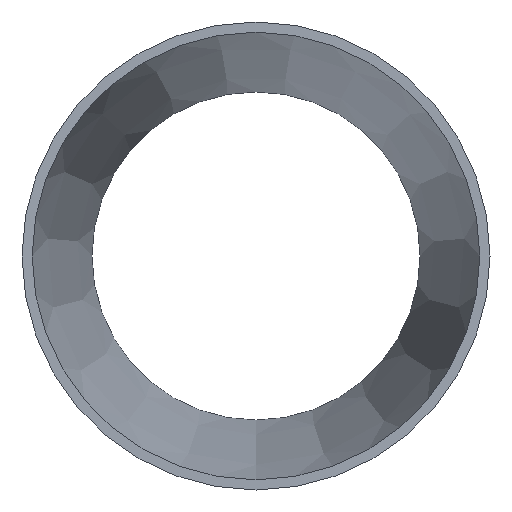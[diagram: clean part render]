
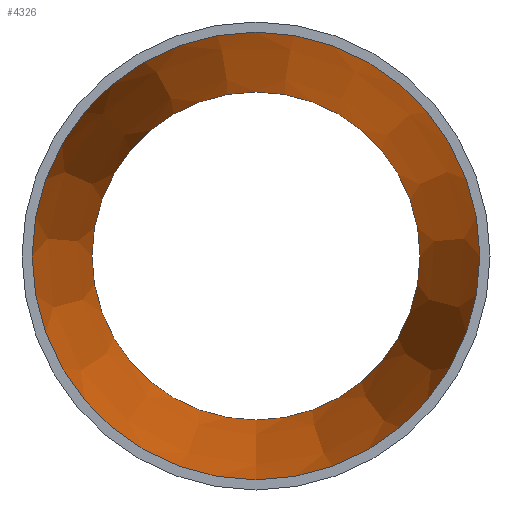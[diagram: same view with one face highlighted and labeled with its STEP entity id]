
A CAD part, front view. The second image highlights one B-rep face of the part: STEP entity #4326.
In plain terms, the highlighted conical face has half-angle 8.001 degrees and reference radius 66.82 mm.
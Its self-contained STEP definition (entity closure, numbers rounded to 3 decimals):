
#1532 = CARTESIAN_POINT ( 'NONE',  ( 0., 0., 0. ) ) ;
#2783 = DIRECTION ( 'NONE',  ( 0., -1., 0. ) ) ;
#3284 = DIRECTION ( 'NONE',  ( 0., -1., 0. ) ) ;
#3728 = DIRECTION ( 'NONE',  ( 0., 0., -1. ) ) ;
#4217 = CARTESIAN_POINT ( 'NONE',  ( 0., 0., -66.821 ) ) ;
#4326 = ADVANCED_FACE ( 'NONE', ( #11712, #25037 ), #26750, .F. ) ;
#4962 = CARTESIAN_POINT ( 'NONE',  ( 0., 0., 0. ) ) ;
#5187 = EDGE_CURVE ( 'NONE', #6851, #6851, #26708, .T. ) ;
#5770 = DIRECTION ( 'NONE',  ( 0., -1., 0. ) ) ;
#6093 = EDGE_CURVE ( 'NONE', #19603, #19603, #13629, .T. ) ;
#6663 = ORIENTED_EDGE ( 'NONE', *, *, #5187, .F. ) ;
#6851 = VERTEX_POINT ( 'NONE', #11096 ) ;
#11096 = CARTESIAN_POINT ( 'NONE',  ( 0., 127., -48.971 ) ) ;
#11712 = FACE_BOUND ( 'NONE', #16357, .T. ) ;
#12208 = DIRECTION ( 'NONE',  ( 0., 0., -1. ) ) ;
#13629 = CIRCLE ( 'NONE', #27659, 66.821 ) ;
#16357 = EDGE_LOOP ( 'NONE', ( #6663 ) ) ;
#19603 = VERTEX_POINT ( 'NONE', #4217 ) ;
#21154 = AXIS2_PLACEMENT_3D ( 'NONE', #4962, #2783, #22687 ) ;
#21367 = EDGE_LOOP ( 'NONE', ( #25131 ) ) ;
#22687 = DIRECTION ( 'NONE',  ( 0., 0., -1. ) ) ;
#22993 = AXIS2_PLACEMENT_3D ( 'NONE', #23343, #3284, #12208 ) ;
#23343 = CARTESIAN_POINT ( 'NONE',  ( 0., 127., 0. ) ) ;
#25037 = FACE_OUTER_BOUND ( 'NONE', #21367, .T. ) ;
#25131 = ORIENTED_EDGE ( 'NONE', *, *, #6093, .T. ) ;
#26708 = CIRCLE ( 'NONE', #22993, 48.971 ) ;
#26750 = CONICAL_SURFACE ( 'NONE', #21154, 66.821, 0.14 ) ;
#27659 = AXIS2_PLACEMENT_3D ( 'NONE', #1532, #5770, #3728 ) ;
